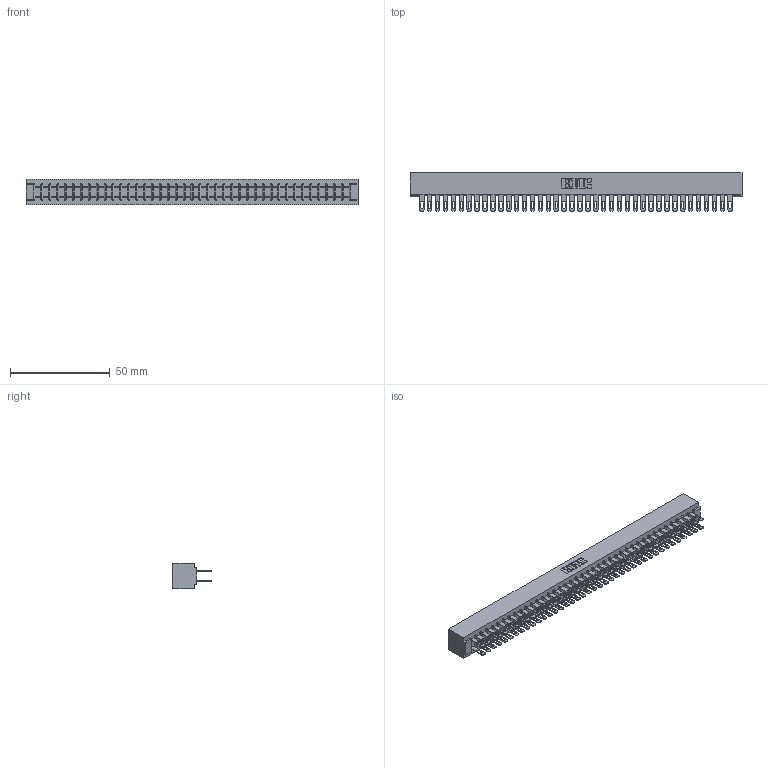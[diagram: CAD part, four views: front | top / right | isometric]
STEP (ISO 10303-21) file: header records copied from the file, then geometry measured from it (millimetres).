
FILE_DESCRIPTION (( 'STEP AP203' ), '1' );
FILE_NAME ('357-080-500-201.STEP', '2019-09-19T15:11:31', ( '' ), ( '' ), 'SwSTEP 2.0', 'SolidWorks 2016', '' );
FILE_SCHEMA (( 'CONFIG_CONTROL_DESIGN' ));
Length unit declared in the file: inch
Products named in the file (3): 357-080-500-201; 307 Part_No Mounting Lugs; 307-290-001_500
Assembly tree (81 placements, depth 2):
  357-080-500-201
    307 Part_No Mounting Lugs
    307-290-001_500  x80
Bounding box: 166.37 x 19.18 x 12.7 mm (x, y, z)
Volume: 18454.1 mm3; surface area: 24127.3 mm2
Topology: 81 solids, 81 shells, 3831 faces, 10699 edges, 6914 vertices
Faces by surface type: plane 2466, cylinder 1283, sphere 82
Entity records: 35514 total; most frequent: CARTESIAN_POINT 5804, ORIENTED_EDGE 5750, DIRECTION 5687, EDGE_CURVE 2875, LINE 2205, VECTOR 2205, VERTEX_POINT 1858, AXIS2_PLACEMENT_3D 1741
